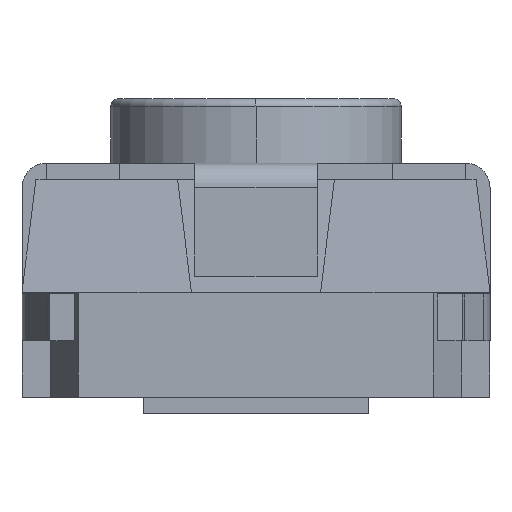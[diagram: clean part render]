
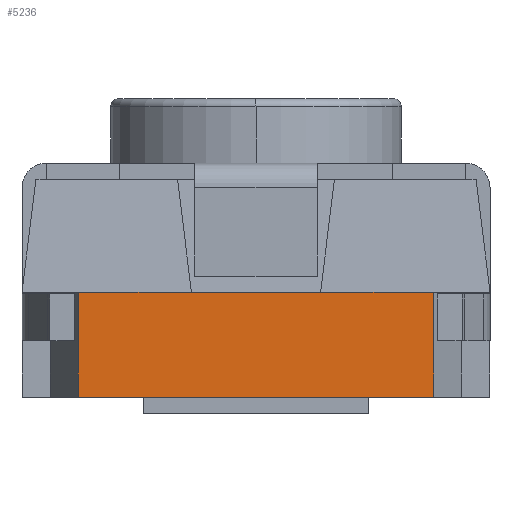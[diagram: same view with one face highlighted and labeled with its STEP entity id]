
A CAD part, left-side view. The second image highlights one B-rep face of the part: STEP entity #5236.
In plain terms, the highlighted planar face has unit normal (-1, 0, 0).
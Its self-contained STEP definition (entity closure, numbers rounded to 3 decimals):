
#1123 = PLANE('',#1124);
#1124 = AXIS2_PLACEMENT_3D('',#1125,#1126,#1127);
#1125 = CARTESIAN_POINT('',(0.,0.,0.1));
#1126 = DIRECTION('',(0.,0.,-1.));
#1127 = DIRECTION('',(-1.,0.,0.));
#1710 = VERTEX_POINT('',#1711);
#1711 = CARTESIAN_POINT('',(-1.95,-1.1,
    0.1));
#1725 = PLANE('',#1726);
#1726 = AXIS2_PLACEMENT_3D('',#1727,#1728,#1729);
#1727 = CARTESIAN_POINT('',(-1.95,-1.1,
    1.904));
#1728 = DIRECTION('',(0.,1.,0.));
#1729 = DIRECTION('',(0.,-0.,1.));
#1737 = EDGE_CURVE('',#1738,#1710,#1740,.T.);
#1738 = VERTEX_POINT('',#1739);
#1739 = CARTESIAN_POINT('',(-1.95,1.1,
    0.1));
#1740 = SURFACE_CURVE('',#1741,(#1745,#1752),.PCURVE_S1.);
#1741 = LINE('',#1742,#1743);
#1742 = CARTESIAN_POINT('',(-1.95,-1.45,
    0.1));
#1743 = VECTOR('',#1744,1.);
#1744 = DIRECTION('',(-0.,-1.,-0.));
#1745 = PCURVE('',#1123,#1746);
#1746 = DEFINITIONAL_REPRESENTATION('',(#1747),#1751);
#1747 = LINE('',#1748,#1749);
#1748 = CARTESIAN_POINT('',(1.95,-1.45));
#1749 = VECTOR('',#1750,1.);
#1750 = DIRECTION('',(0.,-1.));
#1751 = ( GEOMETRIC_REPRESENTATION_CONTEXT(2) 
PARAMETRIC_REPRESENTATION_CONTEXT() REPRESENTATION_CONTEXT('2D SPACE',''
  ) );
#1752 = PCURVE('',#1753,#1758);
#1753 = PLANE('',#1754);
#1754 = AXIS2_PLACEMENT_3D('',#1755,#1756,#1757);
#1755 = CARTESIAN_POINT('',(-1.95,-1.45,
    1.45));
#1756 = DIRECTION('',(1.,0.,0.));
#1757 = DIRECTION('',(0.,0.,-1.));
#1758 = DEFINITIONAL_REPRESENTATION('',(#1759),#1763);
#1759 = LINE('',#1760,#1761);
#1760 = CARTESIAN_POINT('',(1.35,0.));
#1761 = VECTOR('',#1762,1.);
#1762 = DIRECTION('',(0.,-1.));
#1763 = ( GEOMETRIC_REPRESENTATION_CONTEXT(2) 
PARAMETRIC_REPRESENTATION_CONTEXT() REPRESENTATION_CONTEXT('2D SPACE',''
  ) );
#1781 = PLANE('',#1782);
#1782 = AXIS2_PLACEMENT_3D('',#1783,#1784,#1785);
#1783 = CARTESIAN_POINT('',(-1.95,1.1,1.904
    ));
#1784 = DIRECTION('',(0.,-1.,0.));
#1785 = DIRECTION('',(0.,0.,-1.));
#4767 = PLANE('',#4768);
#4768 = AXIS2_PLACEMENT_3D('',#4769,#4770,#4771);
#4769 = CARTESIAN_POINT('',(-1.864,0.,1.45));
#4770 = DIRECTION('',(0.993,0.,-0.122));
#4771 = DIRECTION('',(0.,-1.,0.));
#5006 = PLANE('',#5007);
#5007 = AXIS2_PLACEMENT_3D('',#5008,#5009,#5010);
#5008 = CARTESIAN_POINT('',(-1.864,0.,1.45));
#5009 = DIRECTION('',(0.993,0.,-0.122));
#5010 = DIRECTION('',(0.,-1.,0.));
#5236 = ADVANCED_FACE('',(#5237),#1753,.F.);
#5237 = FACE_BOUND('',#5238,.T.);
#5238 = EDGE_LOOP('',(#5239,#5269,#5292,#5313,#5314,#5337));
#5239 = ORIENTED_EDGE('',*,*,#5240,.F.);
#5240 = EDGE_CURVE('',#5241,#5243,#5245,.T.);
#5241 = VERTEX_POINT('',#5242);
#5242 = CARTESIAN_POINT('',(-1.95,0.4,0.75
    ));
#5243 = VERTEX_POINT('',#5244);
#5244 = CARTESIAN_POINT('',(-1.95,-0.4,
    0.75));
#5245 = SURFACE_CURVE('',#5246,(#5250,#5257),.PCURVE_S1.);
#5246 = LINE('',#5247,#5248);
#5247 = CARTESIAN_POINT('',(-1.95,-1.45,
    0.75));
#5248 = VECTOR('',#5249,1.);
#5249 = DIRECTION('',(0.,-1.,0.));
#5250 = PCURVE('',#1753,#5251);
#5251 = DEFINITIONAL_REPRESENTATION('',(#5252),#5256);
#5252 = LINE('',#5253,#5254);
#5253 = CARTESIAN_POINT('',(0.7,0.));
#5254 = VECTOR('',#5255,1.);
#5255 = DIRECTION('',(0.,-1.));
#5256 = ( GEOMETRIC_REPRESENTATION_CONTEXT(2) 
PARAMETRIC_REPRESENTATION_CONTEXT() REPRESENTATION_CONTEXT('2D SPACE',''
  ) );
#5257 = PCURVE('',#5258,#5263);
#5258 = PLANE('',#5259);
#5259 = AXIS2_PLACEMENT_3D('',#5260,#5261,#5262);
#5260 = CARTESIAN_POINT('',(0.,0.,0.75));
#5261 = DIRECTION('',(0.,0.,1.));
#5262 = DIRECTION('',(1.,0.,-0.));
#5263 = DEFINITIONAL_REPRESENTATION('',(#5264),#5268);
#5264 = LINE('',#5265,#5266);
#5265 = CARTESIAN_POINT('',(-1.95,-1.45));
#5266 = VECTOR('',#5267,1.);
#5267 = DIRECTION('',(0.,-1.));
#5268 = ( GEOMETRIC_REPRESENTATION_CONTEXT(2) 
PARAMETRIC_REPRESENTATION_CONTEXT() REPRESENTATION_CONTEXT('2D SPACE',''
  ) );
#5269 = ORIENTED_EDGE('',*,*,#5270,.T.);
#5270 = EDGE_CURVE('',#5241,#5271,#5273,.T.);
#5271 = VERTEX_POINT('',#5272);
#5272 = CARTESIAN_POINT('',(-1.95,1.1,0.75
    ));
#5273 = SURFACE_CURVE('',#5274,(#5278,#5285),.PCURVE_S1.);
#5274 = LINE('',#5275,#5276);
#5275 = CARTESIAN_POINT('',(-1.95,-1.45,
    0.75));
#5276 = VECTOR('',#5277,1.);
#5277 = DIRECTION('',(0.,1.,0.));
#5278 = PCURVE('',#1753,#5279);
#5279 = DEFINITIONAL_REPRESENTATION('',(#5280),#5284);
#5280 = LINE('',#5281,#5282);
#5281 = CARTESIAN_POINT('',(0.7,0.));
#5282 = VECTOR('',#5283,1.);
#5283 = DIRECTION('',(0.,1.));
#5284 = ( GEOMETRIC_REPRESENTATION_CONTEXT(2) 
PARAMETRIC_REPRESENTATION_CONTEXT() REPRESENTATION_CONTEXT('2D SPACE',''
  ) );
#5285 = PCURVE('',#5006,#5286);
#5286 = DEFINITIONAL_REPRESENTATION('',(#5287),#5291);
#5287 = LINE('',#5288,#5289);
#5288 = CARTESIAN_POINT('',(1.45,0.705));
#5289 = VECTOR('',#5290,1.);
#5290 = DIRECTION('',(-1.,-0.));
#5291 = ( GEOMETRIC_REPRESENTATION_CONTEXT(2) 
PARAMETRIC_REPRESENTATION_CONTEXT() REPRESENTATION_CONTEXT('2D SPACE',''
  ) );
#5292 = ORIENTED_EDGE('',*,*,#5293,.T.);
#5293 = EDGE_CURVE('',#5271,#1738,#5294,.T.);
#5294 = SURFACE_CURVE('',#5295,(#5299,#5306),.PCURVE_S1.);
#5295 = LINE('',#5296,#5297);
#5296 = CARTESIAN_POINT('',(-1.95,1.1,1.904
    ));
#5297 = VECTOR('',#5298,1.);
#5298 = DIRECTION('',(-0.,-0.,-1.));
#5299 = PCURVE('',#1753,#5300);
#5300 = DEFINITIONAL_REPRESENTATION('',(#5301),#5305);
#5301 = LINE('',#5302,#5303);
#5302 = CARTESIAN_POINT('',(-0.454,2.55));
#5303 = VECTOR('',#5304,1.);
#5304 = DIRECTION('',(1.,0.));
#5305 = ( GEOMETRIC_REPRESENTATION_CONTEXT(2) 
PARAMETRIC_REPRESENTATION_CONTEXT() REPRESENTATION_CONTEXT('2D SPACE',''
  ) );
#5306 = PCURVE('',#1781,#5307);
#5307 = DEFINITIONAL_REPRESENTATION('',(#5308),#5312);
#5308 = LINE('',#5309,#5310);
#5309 = CARTESIAN_POINT('',(0.,0.));
#5310 = VECTOR('',#5311,1.);
#5311 = DIRECTION('',(1.,0.));
#5312 = ( GEOMETRIC_REPRESENTATION_CONTEXT(2) 
PARAMETRIC_REPRESENTATION_CONTEXT() REPRESENTATION_CONTEXT('2D SPACE',''
  ) );
#5313 = ORIENTED_EDGE('',*,*,#1737,.T.);
#5314 = ORIENTED_EDGE('',*,*,#5315,.F.);
#5315 = EDGE_CURVE('',#5316,#1710,#5318,.T.);
#5316 = VERTEX_POINT('',#5317);
#5317 = CARTESIAN_POINT('',(-1.95,-1.1,
    0.75));
#5318 = SURFACE_CURVE('',#5319,(#5323,#5330),.PCURVE_S1.);
#5319 = LINE('',#5320,#5321);
#5320 = CARTESIAN_POINT('',(-1.95,-1.1,
    1.904));
#5321 = VECTOR('',#5322,1.);
#5322 = DIRECTION('',(-0.,-0.,-1.));
#5323 = PCURVE('',#1753,#5324);
#5324 = DEFINITIONAL_REPRESENTATION('',(#5325),#5329);
#5325 = LINE('',#5326,#5327);
#5326 = CARTESIAN_POINT('',(-0.454,0.35));
#5327 = VECTOR('',#5328,1.);
#5328 = DIRECTION('',(1.,0.));
#5329 = ( GEOMETRIC_REPRESENTATION_CONTEXT(2) 
PARAMETRIC_REPRESENTATION_CONTEXT() REPRESENTATION_CONTEXT('2D SPACE',''
  ) );
#5330 = PCURVE('',#1725,#5331);
#5331 = DEFINITIONAL_REPRESENTATION('',(#5332),#5336);
#5332 = LINE('',#5333,#5334);
#5333 = CARTESIAN_POINT('',(0.,0.));
#5334 = VECTOR('',#5335,1.);
#5335 = DIRECTION('',(-1.,0.));
#5336 = ( GEOMETRIC_REPRESENTATION_CONTEXT(2) 
PARAMETRIC_REPRESENTATION_CONTEXT() REPRESENTATION_CONTEXT('2D SPACE',''
  ) );
#5337 = ORIENTED_EDGE('',*,*,#5338,.T.);
#5338 = EDGE_CURVE('',#5316,#5243,#5339,.T.);
#5339 = SURFACE_CURVE('',#5340,(#5344,#5351),.PCURVE_S1.);
#5340 = LINE('',#5341,#5342);
#5341 = CARTESIAN_POINT('',(-1.95,-1.45,
    0.75));
#5342 = VECTOR('',#5343,1.);
#5343 = DIRECTION('',(0.,1.,0.));
#5344 = PCURVE('',#1753,#5345);
#5345 = DEFINITIONAL_REPRESENTATION('',(#5346),#5350);
#5346 = LINE('',#5347,#5348);
#5347 = CARTESIAN_POINT('',(0.7,0.));
#5348 = VECTOR('',#5349,1.);
#5349 = DIRECTION('',(0.,1.));
#5350 = ( GEOMETRIC_REPRESENTATION_CONTEXT(2) 
PARAMETRIC_REPRESENTATION_CONTEXT() REPRESENTATION_CONTEXT('2D SPACE',''
  ) );
#5351 = PCURVE('',#4767,#5352);
#5352 = DEFINITIONAL_REPRESENTATION('',(#5353),#5357);
#5353 = LINE('',#5354,#5355);
#5354 = CARTESIAN_POINT('',(1.45,0.705));
#5355 = VECTOR('',#5356,1.);
#5356 = DIRECTION('',(-1.,-0.));
#5357 = ( GEOMETRIC_REPRESENTATION_CONTEXT(2) 
PARAMETRIC_REPRESENTATION_CONTEXT() REPRESENTATION_CONTEXT('2D SPACE',''
  ) );
